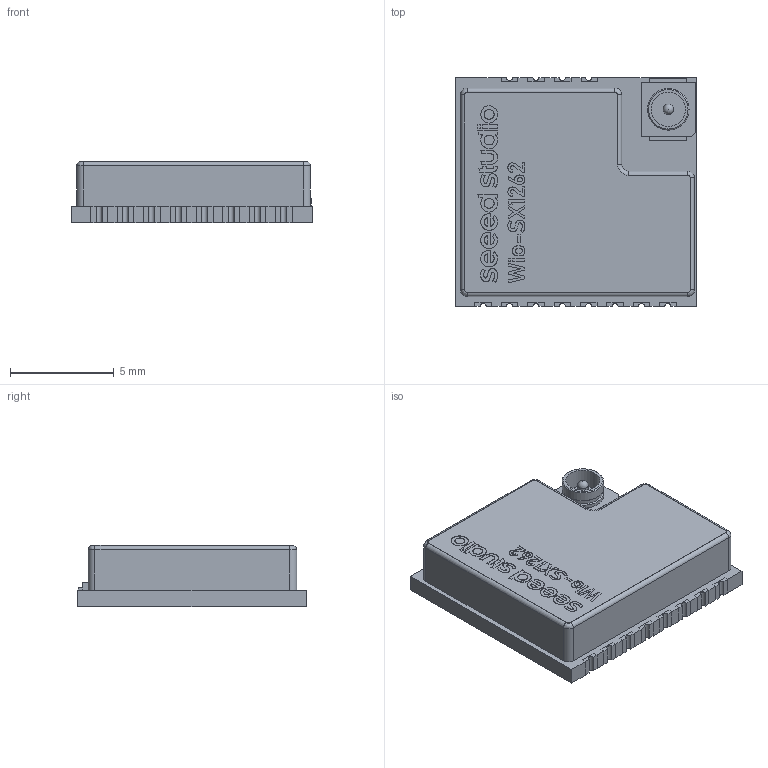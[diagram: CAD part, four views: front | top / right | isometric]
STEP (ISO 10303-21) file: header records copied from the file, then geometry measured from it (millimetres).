
FILE_DESCRIPTION(/* description */ (''),/* implementation_level */ '2;1');
FILE_NAME(/* name */ 'Wio-SX1262.step',/* time_stamp */ '2025-09-29T22:24:26+02:00',/* author */ (''),/* organization */ (''),/* preprocessor_version */ 'ST-DEVELOPER v20.1',/* originating_system */ 'Autodesk Translation Framework v14.17.0.0',/* authorisation */ '');
FILE_SCHEMA (('AUTOMOTIVE_DESIGN { 1 0 10303 214 3 1 1 }'));
Length unit declared in the file: millimetre
Products named in the file (3): Wio-SX1262; Wio-SX1262_1; U.FL Connector v1
Assembly tree (2 placements, depth 3):
  Wio-SX1262
    Wio-SX1262_1
      U.FL Connector v1
Bounding box: 11.6 x 11 x 2.97 mm (x, y, z)
Volume: 318.5 mm3; surface area: 815.4 mm2
Topology: 18 solids, 18 shells, 639 faces, 1695 edges, 1125 vertices
Faces by surface type: plane 358, bspline 237, cylinder 39, cone 3, sphere 1, torus 1
Full cylindrical faces by diameter (mm): 0.5 x1, 1.65 x1, 1.9 x1, 2 x2
Entity records: 20627 total; most frequent: CARTESIAN_POINT 5933, ORIENTED_EDGE 3388, DIRECTION 2281, EDGE_CURVE 1694, LINE 1141, VECTOR 1141, VERTEX_POINT 1125, EDGE_LOOP 673
